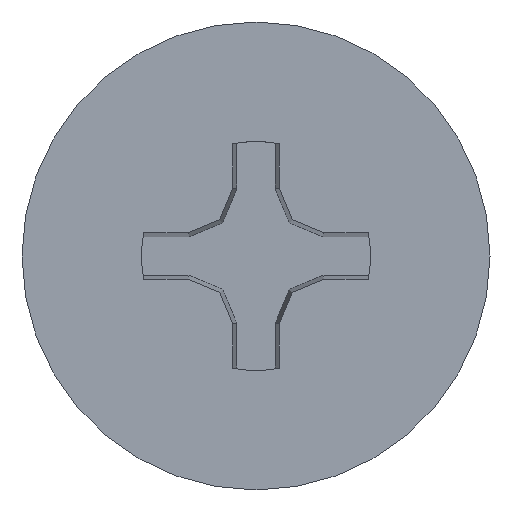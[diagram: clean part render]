
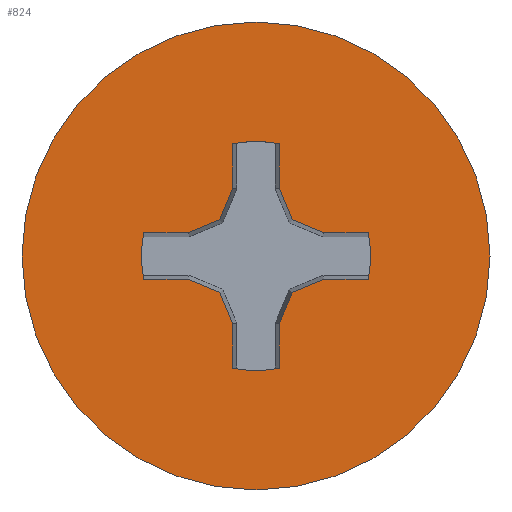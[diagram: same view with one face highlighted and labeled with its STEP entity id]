
A CAD part, top view. The second image highlights one B-rep face of the part: STEP entity #824.
In plain terms, the highlighted planar face has unit normal (0, 0, 1).
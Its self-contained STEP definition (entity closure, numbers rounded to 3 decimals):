
#17=FACE_BOUND('',#131,.T.);
#18=PLANE('',#901);
#85=FACE_OUTER_BOUND('',#130,.T.);
#130=EDGE_LOOP('',(#624));
#131=EDGE_LOOP('',(#625,#626,#627,#628,#629,#630,#631,#632,#633,#634,#635,
#636,#637,#638,#639,#640,#641,#642,#643,#644));
#161=CIRCLE('',#887,1.372);
#165=CIRCLE('',#892,1.372);
#169=CIRCLE('',#897,1.372);
#171=CIRCLE('',#900,2.8);
#172=CIRCLE('',#902,1.372);
#212=LINE('',#2181,#274);
#213=LINE('',#2183,#275);
#214=LINE('',#2185,#276);
#215=LINE('',#2186,#277);
#216=LINE('',#2188,#278);
#217=LINE('',#2190,#279);
#218=LINE('',#2192,#280);
#219=LINE('',#2193,#281);
#220=LINE('',#2195,#282);
#221=LINE('',#2197,#283);
#222=LINE('',#2199,#284);
#223=LINE('',#2201,#285);
#224=LINE('',#2205,#286);
#225=LINE('',#2207,#287);
#226=LINE('',#2209,#288);
#227=LINE('',#2210,#289);
#274=VECTOR('',#1028,1000.);
#275=VECTOR('',#1029,1000.);
#276=VECTOR('',#1030,1000.);
#277=VECTOR('',#1031,1000.);
#278=VECTOR('',#1032,1000.);
#279=VECTOR('',#1033,1000.);
#280=VECTOR('',#1034,1000.);
#281=VECTOR('',#1035,1000.);
#282=VECTOR('',#1036,1000.);
#283=VECTOR('',#1037,1000.);
#284=VECTOR('',#1038,1000.);
#285=VECTOR('',#1039,1000.);
#286=VECTOR('',#1042,1000.);
#287=VECTOR('',#1043,1000.);
#288=VECTOR('',#1044,1000.);
#289=VECTOR('',#1045,1000.);
#362=VERTEX_POINT('',#2093);
#363=VERTEX_POINT('',#2095);
#366=VERTEX_POINT('',#2102);
#367=VERTEX_POINT('',#2104);
#370=VERTEX_POINT('',#2111);
#371=VERTEX_POINT('',#2113);
#372=VERTEX_POINT('',#2117);
#374=VERTEX_POINT('',#2180);
#375=VERTEX_POINT('',#2182);
#376=VERTEX_POINT('',#2184);
#377=VERTEX_POINT('',#2187);
#378=VERTEX_POINT('',#2189);
#379=VERTEX_POINT('',#2191);
#380=VERTEX_POINT('',#2194);
#381=VERTEX_POINT('',#2196);
#382=VERTEX_POINT('',#2198);
#383=VERTEX_POINT('',#2200);
#384=VERTEX_POINT('',#2202);
#385=VERTEX_POINT('',#2204);
#386=VERTEX_POINT('',#2206);
#387=VERTEX_POINT('',#2208);
#463=EDGE_CURVE('',#362,#363,#161,.T.);
#467=EDGE_CURVE('',#366,#367,#165,.T.);
#471=EDGE_CURVE('',#370,#371,#169,.T.);
#473=EDGE_CURVE('',#372,#372,#171,.T.);
#478=EDGE_CURVE('',#370,#374,#212,.T.);
#479=EDGE_CURVE('',#374,#375,#213,.T.);
#480=EDGE_CURVE('',#375,#376,#214,.T.);
#481=EDGE_CURVE('',#367,#376,#215,.T.);
#482=EDGE_CURVE('',#366,#377,#216,.T.);
#483=EDGE_CURVE('',#377,#378,#217,.T.);
#484=EDGE_CURVE('',#378,#379,#218,.T.);
#485=EDGE_CURVE('',#363,#379,#219,.T.);
#486=EDGE_CURVE('',#362,#380,#220,.T.);
#487=EDGE_CURVE('',#380,#381,#221,.T.);
#488=EDGE_CURVE('',#381,#382,#222,.T.);
#489=EDGE_CURVE('',#383,#382,#223,.T.);
#490=EDGE_CURVE('',#383,#384,#172,.T.);
#491=EDGE_CURVE('',#384,#385,#224,.T.);
#492=EDGE_CURVE('',#385,#386,#225,.T.);
#493=EDGE_CURVE('',#386,#387,#226,.T.);
#494=EDGE_CURVE('',#371,#387,#227,.T.);
#624=ORIENTED_EDGE('',*,*,#473,.T.);
#625=ORIENTED_EDGE('',*,*,#471,.F.);
#626=ORIENTED_EDGE('',*,*,#478,.T.);
#627=ORIENTED_EDGE('',*,*,#479,.T.);
#628=ORIENTED_EDGE('',*,*,#480,.T.);
#629=ORIENTED_EDGE('',*,*,#481,.F.);
#630=ORIENTED_EDGE('',*,*,#467,.F.);
#631=ORIENTED_EDGE('',*,*,#482,.T.);
#632=ORIENTED_EDGE('',*,*,#483,.T.);
#633=ORIENTED_EDGE('',*,*,#484,.T.);
#634=ORIENTED_EDGE('',*,*,#485,.F.);
#635=ORIENTED_EDGE('',*,*,#463,.F.);
#636=ORIENTED_EDGE('',*,*,#486,.T.);
#637=ORIENTED_EDGE('',*,*,#487,.T.);
#638=ORIENTED_EDGE('',*,*,#488,.T.);
#639=ORIENTED_EDGE('',*,*,#489,.F.);
#640=ORIENTED_EDGE('',*,*,#490,.T.);
#641=ORIENTED_EDGE('',*,*,#491,.T.);
#642=ORIENTED_EDGE('',*,*,#492,.T.);
#643=ORIENTED_EDGE('',*,*,#493,.T.);
#644=ORIENTED_EDGE('',*,*,#494,.F.);
#824=ADVANCED_FACE('',(#85,#17),#18,.F.);
#887=AXIS2_PLACEMENT_3D('',#2096,#997,#998);
#892=AXIS2_PLACEMENT_3D('',#2105,#1007,#1008);
#897=AXIS2_PLACEMENT_3D('',#2114,#1017,#1018);
#900=AXIS2_PLACEMENT_3D('',#2118,#1023,#1024);
#901=AXIS2_PLACEMENT_3D('',#2179,#1026,#1027);
#902=AXIS2_PLACEMENT_3D('',#2203,#1040,#1041);
#997=DIRECTION('center_axis',(0.,0.,1.));
#998=DIRECTION('ref_axis',(-1.,0.,0.));
#1007=DIRECTION('center_axis',(0.,0.,
1.));
#1008=DIRECTION('ref_axis',(0.,-1.,0.));
#1017=DIRECTION('center_axis',(0.,0.,1.));
#1018=DIRECTION('ref_axis',(1.,0.,0.));
#1023=DIRECTION('center_axis',(0.,0.,1.));
#1024=DIRECTION('ref_axis',(0.,-1.,0.));
#1026=DIRECTION('center_axis',(0.,0.,-1.));
#1027=DIRECTION('ref_axis',(0.,1.,0.));
#1028=DIRECTION('',(-1.,0.,0.));
#1029=DIRECTION('',(-0.924,-0.383,0.));
#1030=DIRECTION('',(-0.383,-0.924,0.));
#1031=DIRECTION('',(0.,1.,0.));
#1032=DIRECTION('',(0.,1.,0.));
#1033=DIRECTION('',(-0.383,0.924,0.));
#1034=DIRECTION('',(-0.924,0.383,0.));
#1035=DIRECTION('',(1.,0.,0.));
#1036=DIRECTION('',(1.,0.,0.));
#1037=DIRECTION('',(0.924,0.383,0.));
#1038=DIRECTION('',(0.383,0.924,0.));
#1039=DIRECTION('',(0.,-1.,0.));
#1040=DIRECTION('center_axis',(0.,0.,-1.));
#1041=DIRECTION('ref_axis',(1.,0.,0.));
#1042=DIRECTION('',(0.,-1.,0.));
#1043=DIRECTION('',(0.383,-0.924,0.));
#1044=DIRECTION('',(0.924,-0.383,0.));
#1045=DIRECTION('',(-1.,0.,0.));
#2093=CARTESIAN_POINT('',(-1.343,0.279,1.65));
#2095=CARTESIAN_POINT('',(-1.343,-0.279,1.65));
#2096=CARTESIAN_POINT('Origin',(0.,0.,1.65));
#2102=CARTESIAN_POINT('',(-0.279,-1.343,1.65));
#2104=CARTESIAN_POINT('',(0.279,-1.343,1.65));
#2105=CARTESIAN_POINT('Origin',(0.,0.,
1.65));
#2111=CARTESIAN_POINT('',(1.343,-0.279,1.65));
#2113=CARTESIAN_POINT('',(1.343,0.279,1.65));
#2114=CARTESIAN_POINT('Origin',(0.,0.,1.65));
#2117=CARTESIAN_POINT('',(0.,2.8,1.65));
#2118=CARTESIAN_POINT('Origin',(0.,0.,1.65));
#2179=CARTESIAN_POINT('Origin',(0.,0.,1.65));
#2180=CARTESIAN_POINT('',(0.811,-0.279,1.65));
#2181=CARTESIAN_POINT('',(0.,-0.279,1.65));
#2182=CARTESIAN_POINT('',(0.435,-0.435,1.65));
#2183=CARTESIAN_POINT('',(0.218,-0.525,1.65));
#2184=CARTESIAN_POINT('',(0.279,-0.811,1.65));
#2185=CARTESIAN_POINT('',(0.525,-0.218,1.65));
#2186=CARTESIAN_POINT('',(0.279,0.,1.65));
#2187=CARTESIAN_POINT('',(-0.279,-0.811,1.65));
#2188=CARTESIAN_POINT('',(-0.279,0.,1.65));
#2189=CARTESIAN_POINT('',(-0.435,-0.435,1.65));
#2190=CARTESIAN_POINT('',(-0.525,-0.218,1.65));
#2191=CARTESIAN_POINT('',(-0.811,-0.279,1.65));
#2192=CARTESIAN_POINT('',(-0.218,-0.525,1.65));
#2193=CARTESIAN_POINT('',(0.,-0.279,1.65));
#2194=CARTESIAN_POINT('',(-0.811,0.279,1.65));
#2195=CARTESIAN_POINT('',(0.,0.279,1.65));
#2196=CARTESIAN_POINT('',(-0.435,0.435,1.65));
#2197=CARTESIAN_POINT('',(-0.218,0.525,1.65));
#2198=CARTESIAN_POINT('',(-0.279,0.811,1.65));
#2199=CARTESIAN_POINT('',(-0.525,0.218,1.65));
#2200=CARTESIAN_POINT('',(-0.279,1.343,1.65));
#2201=CARTESIAN_POINT('',(-0.279,0.,1.65));
#2202=CARTESIAN_POINT('',(0.279,1.343,1.65));
#2203=CARTESIAN_POINT('Origin',(0.,0.,1.65));
#2204=CARTESIAN_POINT('',(0.279,0.811,1.65));
#2205=CARTESIAN_POINT('',(0.279,0.,1.65));
#2206=CARTESIAN_POINT('',(0.435,0.435,1.65));
#2207=CARTESIAN_POINT('',(0.525,0.218,1.65));
#2208=CARTESIAN_POINT('',(0.811,0.279,1.65));
#2209=CARTESIAN_POINT('',(0.218,0.525,1.65));
#2210=CARTESIAN_POINT('',(0.,0.279,1.65));
